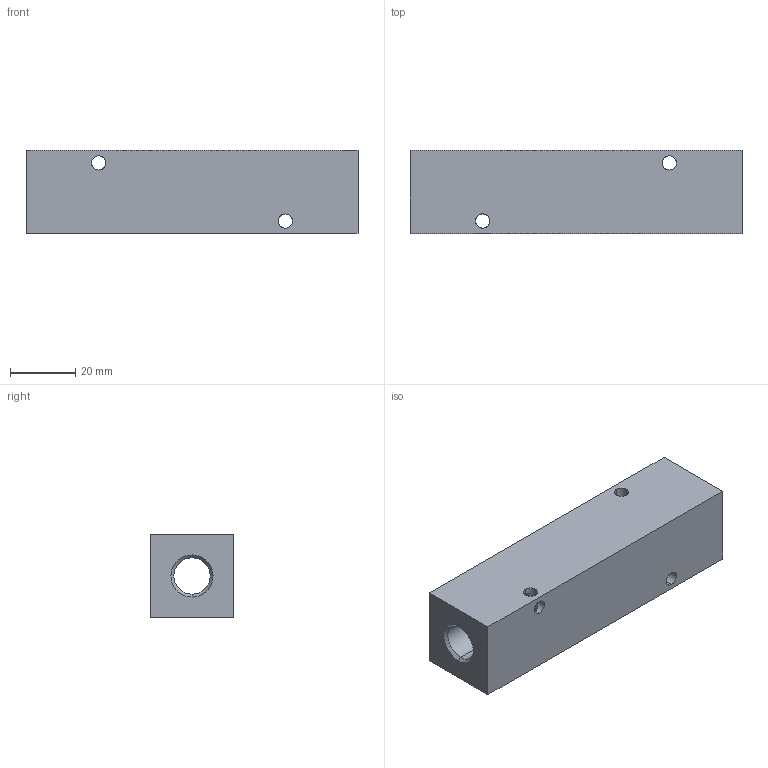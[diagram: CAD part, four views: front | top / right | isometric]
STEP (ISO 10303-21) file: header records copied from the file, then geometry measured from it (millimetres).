
FILE_DESCRIPTION (( 'STEP AP214' ), '1' );
FILE_NAME ('MRN-5CB.step', '2018-10-25T18:28:50', ( '' ), ( '' ), 'SwSTEP 2.0', 'SolidWorks 2018', '' );
FILE_SCHEMA (( 'AUTOMOTIVE_DESIGN' ));
Length unit declared in the file: inch
Products named in the file (1): MRN-5CB
Bounding box: 101.6 x 25.4 x 25.4 mm (x, y, z)
Volume: 51952.4 mm3; surface area: 16470.6 mm2
Topology: 1 solids, 1 shells, 48 faces, 124 edges, 74 vertices
Faces by surface type: cylinder 28, cone 14, plane 6
Entity records: 1892 total; most frequent: CARTESIAN_POINT 675, ORIENTED_EDGE 248, DIRECTION 240, EDGE_CURVE 124, AXIS2_PLACEMENT_3D 93, VERTEX_POINT 74, EDGE_LOOP 68, VECTOR 54
